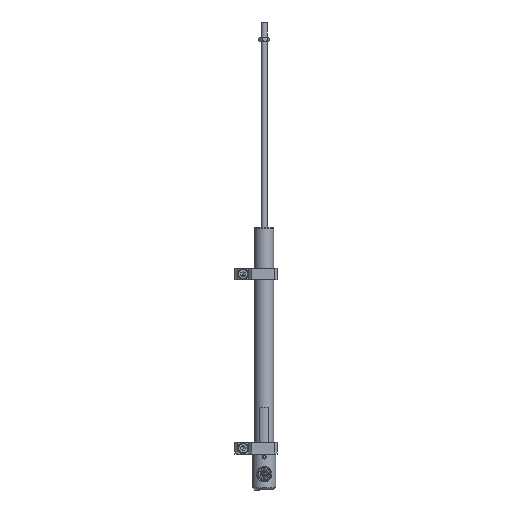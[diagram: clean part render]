
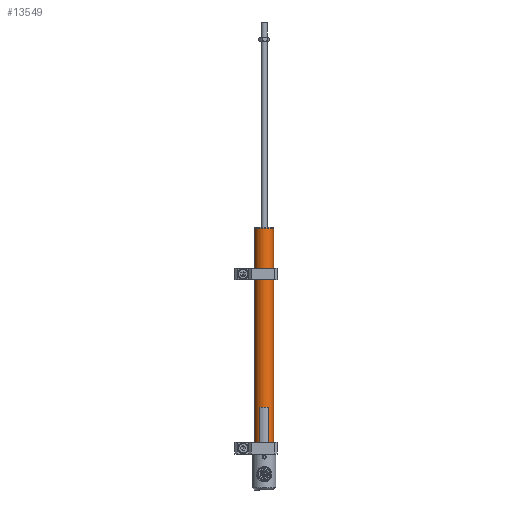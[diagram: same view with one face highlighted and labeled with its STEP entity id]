
A CAD part, front view. The second image highlights one B-rep face of the part: STEP entity #13549.
In plain terms, the highlighted cylindrical face has radius 8 mm (diameter 16 mm), a partial arc.
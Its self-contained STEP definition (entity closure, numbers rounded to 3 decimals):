
#12006 = CARTESIAN_POINT ( 'NONE',  ( -8., 0., -0.15 ) ) ;
#12008 = CARTESIAN_POINT ( 'NONE',  ( 8., 0., -192.5 ) ) ;
#12009 = CARTESIAN_POINT ( 'NONE',  ( 8., 0., -0.15 ) ) ;
#12053 = CARTESIAN_POINT ( 'NONE',  ( -8., 0., -192.5 ) ) ;
#12174 = FACE_OUTER_BOUND ( 'NONE', #13557, .T. ) ;
#12176 = AXIS2_PLACEMENT_3D ( 'NONE', #12234, #12233, #12232 ) ;
#12177 = AXIS2_PLACEMENT_3D ( 'NONE', #12186, #12185, #12184 ) ;
#12183 = CYLINDRICAL_SURFACE ( 'NONE', #12177, 8. ) ;
#12184 = DIRECTION ( 'NONE',  ( 1., 0., 0. ) ) ;
#12185 = DIRECTION ( 'NONE',  ( 0., 0., 1. ) ) ;
#12186 = CARTESIAN_POINT ( 'NONE',  ( 0., 0., -201.7 ) ) ;
#12187 = CIRCLE ( 'NONE', #12240, 8. ) ;
#12198 = CIRCLE ( 'NONE', #12176, 8. ) ;
#12223 = DIRECTION ( 'NONE',  ( 1., 0., 0. ) ) ;
#12224 = DIRECTION ( 'NONE',  ( 0., 0., -1. ) ) ;
#12231 = CARTESIAN_POINT ( 'NONE',  ( 0., 0., -0.15 ) ) ;
#12232 = DIRECTION ( 'NONE',  ( -1., 0., 0. ) ) ;
#12233 = DIRECTION ( 'NONE',  ( 0., 0., 1. ) ) ;
#12234 = CARTESIAN_POINT ( 'NONE',  ( 0., 0., -192.5 ) ) ;
#12240 = AXIS2_PLACEMENT_3D ( 'NONE', #12231, #12224, #12223 ) ;
#12260 = DIRECTION ( 'NONE',  ( 0., 0., 1. ) ) ;
#12261 = VECTOR ( 'NONE', #12260, 1000. ) ;
#12265 = LINE ( 'NONE', #12266, #12261 ) ;
#12266 = CARTESIAN_POINT ( 'NONE',  ( -8., 0., -201.7 ) ) ;
#12281 = DIRECTION ( 'NONE',  ( 0., 0., 1. ) ) ;
#12282 = VECTOR ( 'NONE', #12281, 1000. ) ;
#12293 = CARTESIAN_POINT ( 'NONE',  ( 8., 0., -201.7 ) ) ;
#12294 = LINE ( 'NONE', #12293, #12282 ) ;
#13503 = VERTEX_POINT ( 'NONE', #12009 ) ;
#13506 = ORIENTED_EDGE ( 'NONE', *, *, #13556, .F. ) ;
#13513 = VERTEX_POINT ( 'NONE', #12053 ) ;
#13514 = VERTEX_POINT ( 'NONE', #12008 ) ;
#13518 = VERTEX_POINT ( 'NONE', #12006 ) ;
#13549 = ADVANCED_FACE ( 'NONE', ( #12174 ), #12183, .T. ) ;
#13552 = EDGE_CURVE ( 'NONE', #13513, #13514, #12198, .T. ) ;
#13554 = EDGE_CURVE ( 'NONE', #13503, #13518, #12187, .T. ) ;
#13556 = EDGE_CURVE ( 'NONE', #13513, #13518, #12265, .T. ) ;
#13557 = EDGE_LOOP ( 'NONE', ( #13506, #13565, #13564, #13566 ) ) ;
#13564 = ORIENTED_EDGE ( 'NONE', *, *, #13568, .T. ) ;
#13565 = ORIENTED_EDGE ( 'NONE', *, *, #13552, .T. ) ;
#13566 = ORIENTED_EDGE ( 'NONE', *, *, #13554, .T. ) ;
#13568 = EDGE_CURVE ( 'NONE', #13514, #13503, #12294, .T. ) ;
